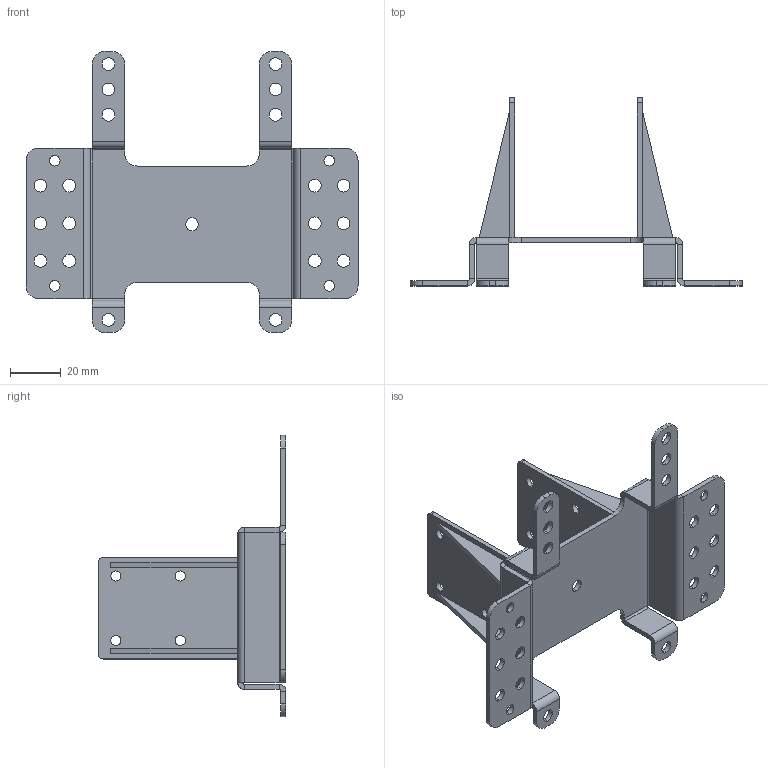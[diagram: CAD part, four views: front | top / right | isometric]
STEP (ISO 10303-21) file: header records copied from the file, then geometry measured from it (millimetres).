
FILE_DESCRIPTION (( 'STEP AP203' ), '1' );
FILE_NAME ('Sheet Metal Support V1.STEP', '2022-02-11T17:08:32', ( '' ), ( '' ), 'SwSTEP 2.0', 'SolidWorks 2021', '' );
FILE_SCHEMA (( 'CONFIG_CONTROL_DESIGN' ));
Length unit declared in the file: millimetre
Products named in the file (1): Sheet Metal Support V1
Bounding box: 130.8 x 74.05 x 110.8 mm (x, y, z)
Volume: 31789.9 mm3; surface area: 36085.9 mm2
Topology: 7 solids, 7 shells, 230 faces, 554 edges, 338 vertices
Faces by surface type: plane 116, cylinder 110, bspline 4
Entity records: 6979 total; most frequent: CARTESIAN_POINT 1305, DIRECTION 1208, ORIENTED_EDGE 1108, EDGE_CURVE 554, AXIS2_PLACEMENT_3D 441, VERTEX_POINT 338, LINE 326, VECTOR 326
